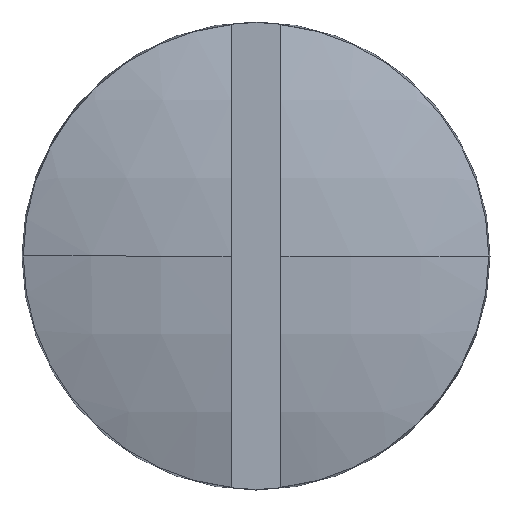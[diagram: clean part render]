
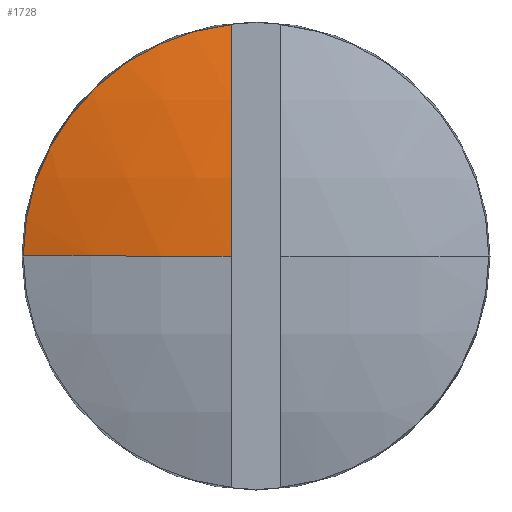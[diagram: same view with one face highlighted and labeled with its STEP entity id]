
A CAD part, left-side view. The second image highlights one B-rep face of the part: STEP entity #1728.
In plain terms, the highlighted spherical face has radius 11.889 mm.
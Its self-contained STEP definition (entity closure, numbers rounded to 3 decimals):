
#122 = CIRCLE ( 'NONE', #360, 11.883 ) ;
#154 = CARTESIAN_POINT ( 'NONE',  ( 11.889, 0., 0. ) ) ;
#186 = DIRECTION ( 'NONE',  ( 0., 0., -1. ) ) ;
#193 = DIRECTION ( 'NONE',  ( 0., -1., 0. ) ) ;
#224 = CARTESIAN_POINT ( 'NONE',  ( 11.889, 0., 0. ) ) ;
#248 = DIRECTION ( 'NONE',  ( 0., 0., 1. ) ) ;
#324 = DIRECTION ( 'NONE',  ( 0., 0., 1. ) ) ;
#345 = CARTESIAN_POINT ( 'NONE',  ( 0.6, 3.729, 0. ) ) ;
#360 = AXIS2_PLACEMENT_3D ( 'NONE', #668, #2012, #186 ) ;
#394 = AXIS2_PLACEMENT_3D ( 'NONE', #154, #324, #193 ) ;
#420 = EDGE_CURVE ( 'NONE', #1851, #2101, #1277, .T. ) ;
#668 = CARTESIAN_POINT ( 'NONE',  ( 11.889, 0.4, 0. ) ) ;
#774 = ORIENTED_EDGE ( 'NONE', *, *, #1430, .T. ) ;
#884 = DIRECTION ( 'NONE',  ( -1., 0., 0. ) ) ;
#894 = DIRECTION ( 'NONE',  ( 0., 0., 1. ) ) ;
#1073 = VERTEX_POINT ( 'NONE', #1722 ) ;
#1170 = AXIS2_PLACEMENT_3D ( 'NONE', #2057, #884, #248 ) ;
#1192 = CARTESIAN_POINT ( 'NONE',  ( 0.007, 0.4, 0. ) ) ;
#1277 = CIRCLE ( 'NONE', #1484, 11.889 ) ;
#1320 = ORIENTED_EDGE ( 'NONE', *, *, #2105, .T. ) ;
#1360 = ORIENTED_EDGE ( 'NONE', *, *, #420, .T. ) ;
#1374 = DIRECTION ( 'NONE',  ( 0., -1., 0. ) ) ;
#1430 = EDGE_CURVE ( 'NONE', #1073, #1851, #2097, .T. ) ;
#1484 = AXIS2_PLACEMENT_3D ( 'NONE', #224, #894, #1374 ) ;
#1548 = EDGE_LOOP ( 'NONE', ( #774, #1360, #1320 ) ) ;
#1638 = FACE_OUTER_BOUND ( 'NONE', #1548, .T. ) ;
#1670 = SPHERICAL_SURFACE ( 'NONE', #394, 11.889 ) ;
#1722 = CARTESIAN_POINT ( 'NONE',  ( 0.6, 0.4, 3.708 ) ) ;
#1728 = ADVANCED_FACE ( 'NONE', ( #1638 ), #1670, .T. ) ;
#1851 = VERTEX_POINT ( 'NONE', #345 ) ;
#2012 = DIRECTION ( 'NONE',  ( 0., 1., 0. ) ) ;
#2057 = CARTESIAN_POINT ( 'NONE',  ( 0.6, 0., 0. ) ) ;
#2097 = CIRCLE ( 'NONE', #1170, 3.729 ) ;
#2101 = VERTEX_POINT ( 'NONE', #1192 ) ;
#2105 = EDGE_CURVE ( 'NONE', #2101, #1073, #122, .T. ) ;
